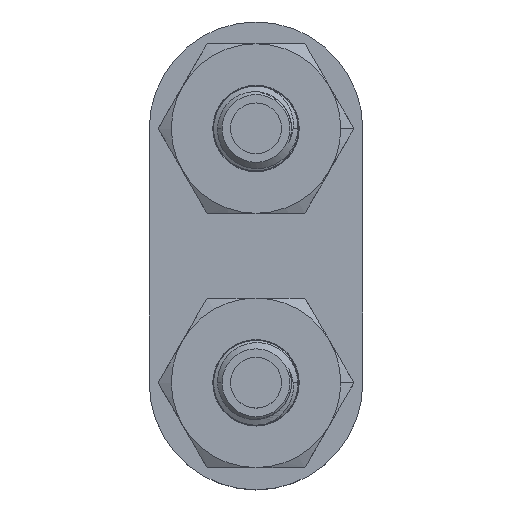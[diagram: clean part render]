
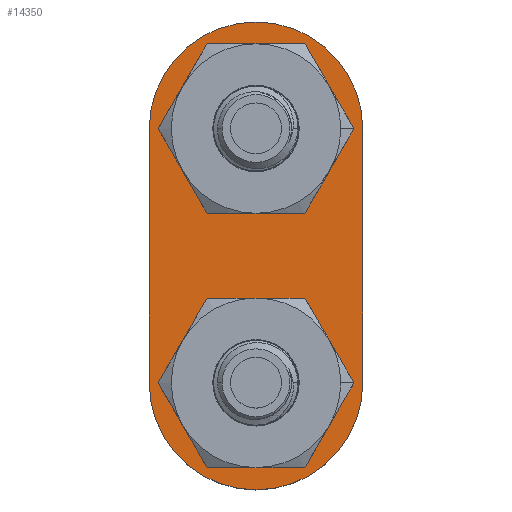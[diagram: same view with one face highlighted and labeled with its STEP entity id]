
A CAD part, top view. The second image highlights one B-rep face of the part: STEP entity #14350.
In plain terms, the highlighted planar face has unit normal (0, 0, 1).
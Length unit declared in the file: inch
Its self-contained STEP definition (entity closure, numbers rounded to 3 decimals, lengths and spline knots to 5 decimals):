
#166 = AXIS2_PLACEMENT_3D ( 'NONE', #14776, #8665, #11016 ) ;
#174 = VECTOR ( 'NONE', #10424, 39.37008 ) ;
#191 = EDGE_CURVE ( 'NONE', #13421, #3218, #14042, .T. ) ;
#310 = DIRECTION ( 'NONE',  ( 0., 0., 1. ) ) ;
#376 = EDGE_LOOP ( 'NONE', ( #8075, #14613 ) ) ;
#396 = PLANE ( 'NONE',  #7226 ) ;
#481 = DIRECTION ( 'NONE',  ( 0., 0., -1. ) ) ;
#778 = CARTESIAN_POINT ( 'NONE',  ( -0.185, 0.26508, -0.10989 ) ) ;
#1177 = CIRCLE ( 'NONE', #3326, 0.315 ) ;
#1450 = CARTESIAN_POINT ( 'NONE',  ( 0., 0.26508, -0.1099 ) ) ;
#1475 = DIRECTION ( 'NONE',  ( -1., 0., 0. ) ) ;
#1646 = DIRECTION ( 'NONE',  ( 0., 1., 0. ) ) ;
#1738 = FACE_BOUND ( 'NONE', #376, .T. ) ;
#1899 = CARTESIAN_POINT ( 'NONE',  ( -0.31502, -0.48491, -0.10993 ) ) ;
#2613 = DIRECTION ( 'NONE',  ( 1., 0., 0. ) ) ;
#2654 = ORIENTED_EDGE ( 'NONE', *, *, #191, .F. ) ;
#2695 = AXIS2_PLACEMENT_3D ( 'NONE', #10164, #15249, #8900 ) ;
#2698 = CARTESIAN_POINT ( 'NONE',  ( -0.31502, -0.48491, -0.10993 ) ) ;
#2863 = ORIENTED_EDGE ( 'NONE', *, *, #10545, .F. ) ;
#3195 = VERTEX_POINT ( 'NONE', #11514 ) ;
#3218 = VERTEX_POINT ( 'NONE', #12791 ) ;
#3326 = AXIS2_PLACEMENT_3D ( 'NONE', #10392, #13068, #2613 ) ;
#3484 = VERTEX_POINT ( 'NONE', #10193 ) ;
#4007 = CIRCLE ( 'NONE', #11185, 0.185 ) ;
#4042 = EDGE_CURVE ( 'NONE', #10526, #11726, #4387, .T. ) ;
#4189 = ORIENTED_EDGE ( 'NONE', *, *, #4220, .F. ) ;
#4220 = EDGE_CURVE ( 'NONE', #7927, #11973, #13353, .T. ) ;
#4387 = LINE ( 'NONE', #1899, #12457 ) ;
#4962 = CARTESIAN_POINT ( 'NONE',  ( -0.00002, -0.48492, -0.10995 ) ) ;
#5010 = CIRCLE ( 'NONE', #2695, 0.315 ) ;
#5353 = AXIS2_PLACEMENT_3D ( 'NONE', #7830, #310, #1475 ) ;
#5490 = CARTESIAN_POINT ( 'NONE',  ( -0.00002, -0.48492, -0.10995 ) ) ;
#5546 = DIRECTION ( 'NONE',  ( 0., 0., 1. ) ) ;
#5557 = EDGE_LOOP ( 'NONE', ( #4189, #2863, #9626, #10927 ) ) ;
#5575 = DIRECTION ( 'NONE',  ( -1., 0., 0. ) ) ;
#5617 = CIRCLE ( 'NONE', #5353, 0.185 ) ;
#6143 = AXIS2_PLACEMENT_3D ( 'NONE', #4962, #7650, #15328 ) ;
#6830 = CARTESIAN_POINT ( 'NONE',  ( -0.315, 0.26509, -0.10988 ) ) ;
#7031 = CARTESIAN_POINT ( 'NONE',  ( 0.315, 0.26507, -0.10993 ) ) ;
#7226 = AXIS2_PLACEMENT_3D ( 'NONE', #5490, #481, #5575 ) ;
#7389 = EDGE_CURVE ( 'NONE', #3218, #13421, #4007, .T. ) ;
#7650 = DIRECTION ( 'NONE',  ( 0., 0., 1. ) ) ;
#7752 = CIRCLE ( 'NONE', #6143, 0.185 ) ;
#7830 = CARTESIAN_POINT ( 'NONE',  ( -0.00002, -0.48492, -0.10995 ) ) ;
#7927 = VERTEX_POINT ( 'NONE', #7031 ) ;
#8008 = FACE_OUTER_BOUND ( 'NONE', #5557, .T. ) ;
#8075 = ORIENTED_EDGE ( 'NONE', *, *, #8415, .F. ) ;
#8415 = EDGE_CURVE ( 'NONE', #3195, #3484, #5617, .T. ) ;
#8665 = DIRECTION ( 'NONE',  ( 0., 0., 1. ) ) ;
#8900 = DIRECTION ( 'NONE',  ( 1., 0., 0. ) ) ;
#9626 = ORIENTED_EDGE ( 'NONE', *, *, #4042, .F. ) ;
#10164 = CARTESIAN_POINT ( 'NONE',  ( -0.00002, -0.48492, -0.10995 ) ) ;
#10193 = CARTESIAN_POINT ( 'NONE',  ( 0.18498, -0.48492, -0.10997 ) ) ;
#10392 = CARTESIAN_POINT ( 'NONE',  ( 0., 0.26508, -0.1099 ) ) ;
#10424 = DIRECTION ( 'NONE',  ( 0., -1., 0. ) ) ;
#10526 = VERTEX_POINT ( 'NONE', #2698 ) ;
#10545 = EDGE_CURVE ( 'NONE', #11726, #7927, #1177, .T. ) ;
#10927 = ORIENTED_EDGE ( 'NONE', *, *, #12007, .F. ) ;
#11016 = DIRECTION ( 'NONE',  ( -1., 0., 0. ) ) ;
#11185 = AXIS2_PLACEMENT_3D ( 'NONE', #1450, #5546, #13170 ) ;
#11514 = CARTESIAN_POINT ( 'NONE',  ( -0.18502, -0.48492, -0.10994 ) ) ;
#11726 = VERTEX_POINT ( 'NONE', #6830 ) ;
#11973 = VERTEX_POINT ( 'NONE', #13924 ) ;
#12007 = EDGE_CURVE ( 'NONE', #11973, #10526, #5010, .T. ) ;
#12457 = VECTOR ( 'NONE', #1646, 39.37008 ) ;
#12791 = CARTESIAN_POINT ( 'NONE',  ( 0.185, 0.26508, -0.10992 ) ) ;
#13068 = DIRECTION ( 'NONE',  ( 0., 0., -1. ) ) ;
#13170 = DIRECTION ( 'NONE',  ( -1., 0., 0. ) ) ;
#13196 = FACE_BOUND ( 'NONE', #16459, .T. ) ;
#13207 = ORIENTED_EDGE ( 'NONE', *, *, #7389, .F. ) ;
#13353 = LINE ( 'NONE', #14256, #174 ) ;
#13421 = VERTEX_POINT ( 'NONE', #778 ) ;
#13924 = CARTESIAN_POINT ( 'NONE',  ( 0.31498, -0.48493, -0.10998 ) ) ;
#14042 = CIRCLE ( 'NONE', #166, 0.185 ) ;
#14256 = CARTESIAN_POINT ( 'NONE',  ( 0.31498, -0.48493, -0.10998 ) ) ;
#14350 = ADVANCED_FACE ( 'NONE', ( #13196, #8008, #1738 ), #396, .F. ) ;
#14613 = ORIENTED_EDGE ( 'NONE', *, *, #14848, .F. ) ;
#14776 = CARTESIAN_POINT ( 'NONE',  ( 0., 0.26508, -0.1099 ) ) ;
#14848 = EDGE_CURVE ( 'NONE', #3484, #3195, #7752, .T. ) ;
#15249 = DIRECTION ( 'NONE',  ( 0., 0., -1. ) ) ;
#15328 = DIRECTION ( 'NONE',  ( -1., 0., 0. ) ) ;
#16459 = EDGE_LOOP ( 'NONE', ( #2654, #13207 ) ) ;
